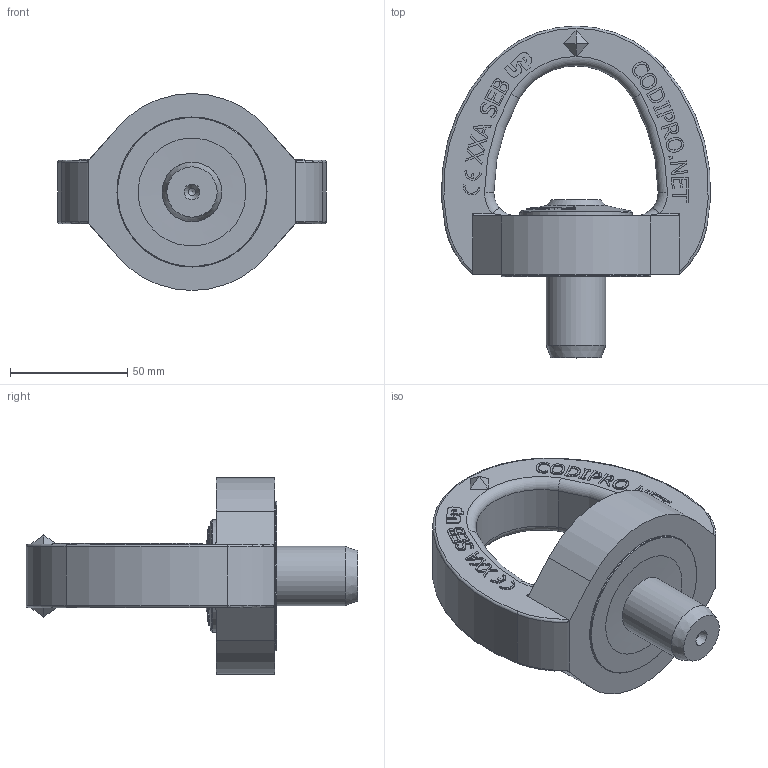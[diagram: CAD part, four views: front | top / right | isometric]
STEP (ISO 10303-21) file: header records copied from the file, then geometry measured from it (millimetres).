
FILE_DESCRIPTION(/* description */ (''),/* implementation_level */ '2;1');
FILE_NAME(/* name */ 'SEB U100 UP.stp',/* time_stamp */ '2017-09-21T16:21:40+02:00',/* author */ ('rklenes'),/* organization */ (''),/* preprocessor_version */ 'ST-DEVELOPER v16.5',/* originating_system */ 'Autodesk Inventor 2017',/* authorisation */ '');
FILE_SCHEMA (('AUTOMOTIVE_DESIGN { 1 0 10303 214 3 1 1 }'));
Length unit declared in the file: millimetre
Products named in the file (4): SEB U100 UP; SEM_3bis; SEA_U1X56; SEE_U1A
Assembly tree (3 placements, depth 2):
  SEB U100 UP
    SEM_3bis
    SEA_U1X56
    SEE_U1A
Bounding box: 114.64 x 141.5 x 84 mm (x, y, z)
Volume: 282359 mm3; surface area: 56386.6 mm2
Topology: 3 solids, 3 shells, 748 faces, 1989 edges, 1303 vertices
Faces by surface type: plane 406, bspline 224, cone 54, cylinder 41, torus 23
Full cylindrical faces by diameter (mm): 3.15 x1, 25.4 x3, 25.6 x1, 40 x3, 48 x2, 64 x2
Entity records: 25978 total; most frequent: CARTESIAN_POINT 9009, ORIENTED_EDGE 3884, DIRECTION 2733, EDGE_CURVE 1942, VERTEX_POINT 1295, LINE 1097, VECTOR 1097, EDGE_LOOP 849
